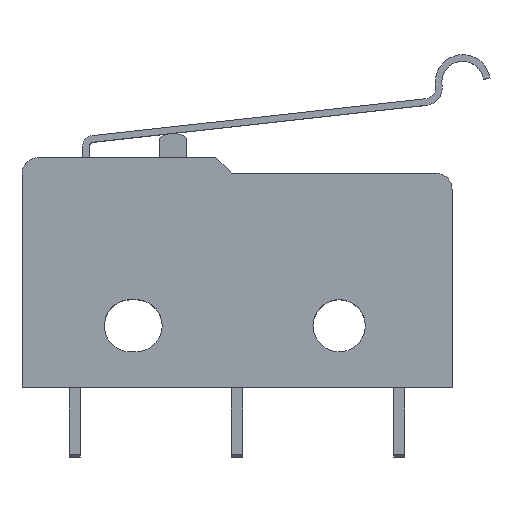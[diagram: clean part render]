
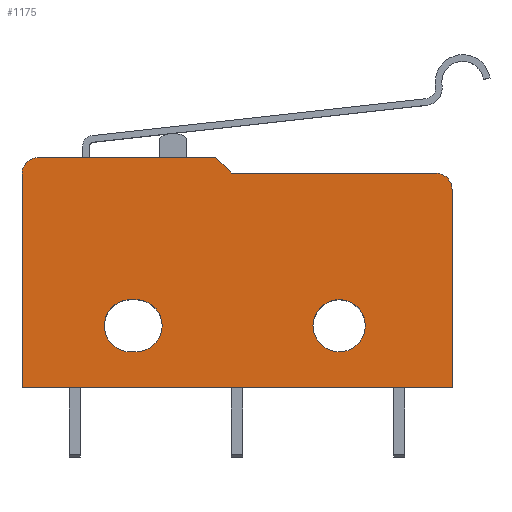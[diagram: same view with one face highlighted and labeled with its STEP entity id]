
A CAD part, top view. The second image highlights one B-rep face of the part: STEP entity #1175.
In plain terms, the highlighted planar face has unit normal (0, 0, 1).
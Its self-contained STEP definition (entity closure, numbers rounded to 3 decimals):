
#40=FACE_BOUND('',#186,.T.);
#41=FACE_BOUND('',#187,.T.);
#58=CIRCLE('',#1257,1.207);
#60=CIRCLE('',#1262,0.762);
#62=CIRCLE('',#1267,0.762);
#66=CIRCLE('',#1274,1.207);
#67=CIRCLE('',#1275,1.207);
#68=CIRCLE('',#1276,1.207);
#116=FACE_OUTER_BOUND('',#185,.T.);
#185=EDGE_LOOP('',(#902,#903,#904,#905,#906,#907,#908,#909));
#186=EDGE_LOOP('',(#910,#911,#912,#913));
#187=EDGE_LOOP('',(#914,#915));
#276=LINE('',#1793,#400);
#281=LINE('',#1806,#405);
#284=LINE('',#1814,#408);
#289=LINE('',#1829,#413);
#292=LINE('',#1835,#416);
#296=LINE('',#1847,#420);
#300=LINE('',#1858,#424);
#301=LINE('',#1859,#425);
#400=VECTOR('',#1448,1000.);
#405=VECTOR('',#1461,1000.);
#408=VECTOR('',#1466,1000.);
#413=VECTOR('',#1479,1000.);
#416=VECTOR('',#1484,1000.);
#420=VECTOR('',#1496,1000.);
#424=VECTOR('',#1510,1000.);
#425=VECTOR('',#1511,1000.);
#518=VERTEX_POINT('',#1790);
#519=VERTEX_POINT('',#1792);
#521=VERTEX_POINT('',#1798);
#523=VERTEX_POINT('',#1804);
#526=VERTEX_POINT('',#1811);
#527=VERTEX_POINT('',#1813);
#529=VERTEX_POINT('',#1819);
#532=VERTEX_POINT('',#1826);
#533=VERTEX_POINT('',#1828);
#535=VERTEX_POINT('',#1834);
#537=VERTEX_POINT('',#1840);
#539=VERTEX_POINT('',#1846);
#542=VERTEX_POINT('',#1861);
#543=VERTEX_POINT('',#1862);
#648=EDGE_CURVE('',#518,#519,#276,.T.);
#652=EDGE_CURVE('',#521,#518,#58,.T.);
#655=EDGE_CURVE('',#523,#521,#281,.T.);
#658=EDGE_CURVE('',#527,#526,#284,.T.);
#661=EDGE_CURVE('',#529,#527,#60,.T.);
#665=EDGE_CURVE('',#533,#532,#289,.T.);
#668=EDGE_CURVE('',#535,#533,#292,.T.);
#671=EDGE_CURVE('',#537,#535,#62,.T.);
#674=EDGE_CURVE('',#539,#537,#296,.T.);
#681=EDGE_CURVE('',#532,#529,#300,.T.);
#682=EDGE_CURVE('',#526,#539,#301,.T.);
#683=EDGE_CURVE('',#519,#523,#66,.T.);
#684=EDGE_CURVE('',#542,#543,#67,.T.);
#685=EDGE_CURVE('',#543,#542,#68,.T.);
#902=ORIENTED_EDGE('',*,*,#674,.T.);
#903=ORIENTED_EDGE('',*,*,#671,.T.);
#904=ORIENTED_EDGE('',*,*,#668,.T.);
#905=ORIENTED_EDGE('',*,*,#665,.T.);
#906=ORIENTED_EDGE('',*,*,#681,.T.);
#907=ORIENTED_EDGE('',*,*,#661,.T.);
#908=ORIENTED_EDGE('',*,*,#658,.T.);
#909=ORIENTED_EDGE('',*,*,#682,.T.);
#910=ORIENTED_EDGE('',*,*,#655,.F.);
#911=ORIENTED_EDGE('',*,*,#683,.F.);
#912=ORIENTED_EDGE('',*,*,#648,.F.);
#913=ORIENTED_EDGE('',*,*,#652,.F.);
#914=ORIENTED_EDGE('',*,*,#684,.F.);
#915=ORIENTED_EDGE('',*,*,#685,.F.);
#1100=PLANE('',#1273);
#1175=ADVANCED_FACE('',(#116,#40,#41),#1100,.T.);
#1257=AXIS2_PLACEMENT_3D('',#1800,#1455,#1456);
#1262=AXIS2_PLACEMENT_3D('',#1820,#1472,#1473);
#1267=AXIS2_PLACEMENT_3D('',#1841,#1490,#1491);
#1273=AXIS2_PLACEMENT_3D('',#1857,#1508,#1509);
#1274=AXIS2_PLACEMENT_3D('',#1860,#1512,#1513);
#1275=AXIS2_PLACEMENT_3D('',#1863,#1514,#1515);
#1276=AXIS2_PLACEMENT_3D('',#1864,#1516,#1517);
#1448=DIRECTION('',(-1.,0.,0.));
#1455=DIRECTION('center_axis',(0.,0.,1.));
#1456=DIRECTION('ref_axis',(1.,0.,0.));
#1461=DIRECTION('',(1.,0.,0.));
#1466=DIRECTION('',(0.,-1.,0.));
#1472=DIRECTION('center_axis',(0.,0.,1.));
#1473=DIRECTION('ref_axis',(1.,0.,0.));
#1479=DIRECTION('',(-0.707,0.707,0.));
#1484=DIRECTION('',(-1.,0.,0.));
#1490=DIRECTION('center_axis',(0.,0.,1.));
#1491=DIRECTION('ref_axis',(1.,0.,0.));
#1496=DIRECTION('',(0.,1.,0.));
#1508=DIRECTION('center_axis',(0.,0.,1.));
#1509=DIRECTION('ref_axis',(1.,0.,0.));
#1510=DIRECTION('',(-1.,0.,0.));
#1511=DIRECTION('',(1.,0.,0.));
#1512=DIRECTION('center_axis',(0.,0.,1.));
#1513=DIRECTION('ref_axis',(1.,0.,0.));
#1514=DIRECTION('center_axis',(0.,0.,1.));
#1515=DIRECTION('ref_axis',(1.,0.,0.));
#1516=DIRECTION('center_axis',(0.,0.,1.));
#1517=DIRECTION('ref_axis',(1.,0.,0.));
#1790=CARTESIAN_POINT('',(-4.661,4.064,3.175));
#1792=CARTESIAN_POINT('',(-4.915,4.064,3.175));
#1793=CARTESIAN_POINT('',(-4.915,4.064,3.175));
#1798=CARTESIAN_POINT('',(-4.661,1.651,3.175));
#1800=CARTESIAN_POINT('Origin',(-4.661,2.858,3.175));
#1804=CARTESIAN_POINT('',(-4.915,1.651,3.175));
#1806=CARTESIAN_POINT('',(-4.915,1.651,3.175));
#1811=CARTESIAN_POINT('',(-9.919,0.,3.175));
#1813=CARTESIAN_POINT('',(-9.919,9.855,3.175));
#1814=CARTESIAN_POINT('',(-9.919,9.855,3.175));
#1819=CARTESIAN_POINT('',(-9.157,10.617,3.175));
#1820=CARTESIAN_POINT('Origin',(-9.157,9.855,3.175));
#1826=CARTESIAN_POINT('',(-0.978,10.617,3.175));
#1828=CARTESIAN_POINT('',(-0.267,9.906,3.175));
#1829=CARTESIAN_POINT('',(-0.267,9.906,3.175));
#1834=CARTESIAN_POINT('',(9.157,9.906,3.175));
#1835=CARTESIAN_POINT('',(9.157,9.906,3.175));
#1840=CARTESIAN_POINT('',(9.919,9.144,3.175));
#1841=CARTESIAN_POINT('Origin',(9.157,9.144,3.175));
#1846=CARTESIAN_POINT('',(9.919,0.,3.175));
#1847=CARTESIAN_POINT('',(9.919,9.144,3.175));
#1857=CARTESIAN_POINT('Origin',(-9.157,9.855,3.175));
#1858=CARTESIAN_POINT('',(-0.978,10.617,3.175));
#1859=CARTESIAN_POINT('',(-9.919,0.,3.175));
#1860=CARTESIAN_POINT('Origin',(-4.915,2.858,3.175));
#1861=CARTESIAN_POINT('',(3.505,2.858,3.175));
#1862=CARTESIAN_POINT('',(5.918,2.858,3.175));
#1863=CARTESIAN_POINT('Origin',(4.712,2.858,3.175));
#1864=CARTESIAN_POINT('Origin',(4.712,2.858,3.175));
